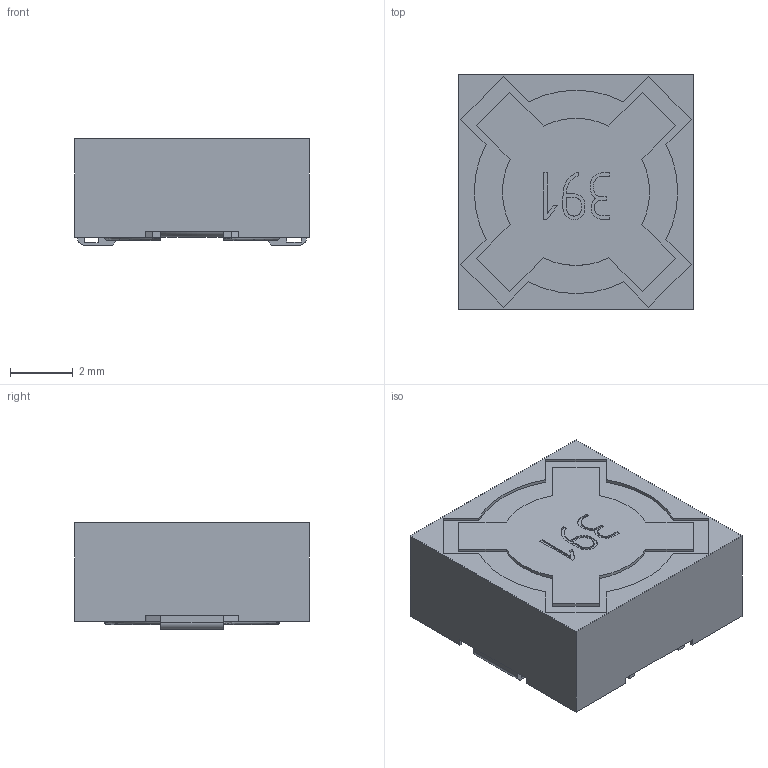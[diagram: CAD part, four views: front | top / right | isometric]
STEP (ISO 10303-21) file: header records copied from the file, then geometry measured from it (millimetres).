
FILE_DESCRIPTION(/* description */ ('Unknown'),/* implementation_level */ '2;1');
FILE_NAME(/* name */ 'HA78-30',/* time_stamp */ '2021-11-09T09:22:28+08:00',/* author */ ('Unknown'),/* organization */ ('Unknown'),/* preprocessor_version */ 'ST-DEVELOPER v16.7',/* originating_system */ 'Solid Edge',/* authorisation */ 'Unknown');
FILE_SCHEMA (('AUTOMOTIVE_DESIGN {1 0 10303 214 3 1 1}'));
Length unit declared in the file: millimetre
Products named in the file (1): HA78-30
Bounding box: 7.5 x 7.5 x 3.4 mm (x, y, z)
Volume: 172.9 mm3; surface area: 229.6 mm2
Topology: 1 solids, 1 shells, 142 faces, 399 edges, 266 vertices
Faces by surface type: plane 107, cylinder 15, torus 10, bspline 10
Entity records: 5905 total; most frequent: CARTESIAN_POINT 1295, ORIENTED_EDGE 798, DIRECTION 656, EDGE_CURVE 399, LINE 298, VECTOR 298, VERTEX_POINT 266, AXIS2_PLACEMENT_3D 179
